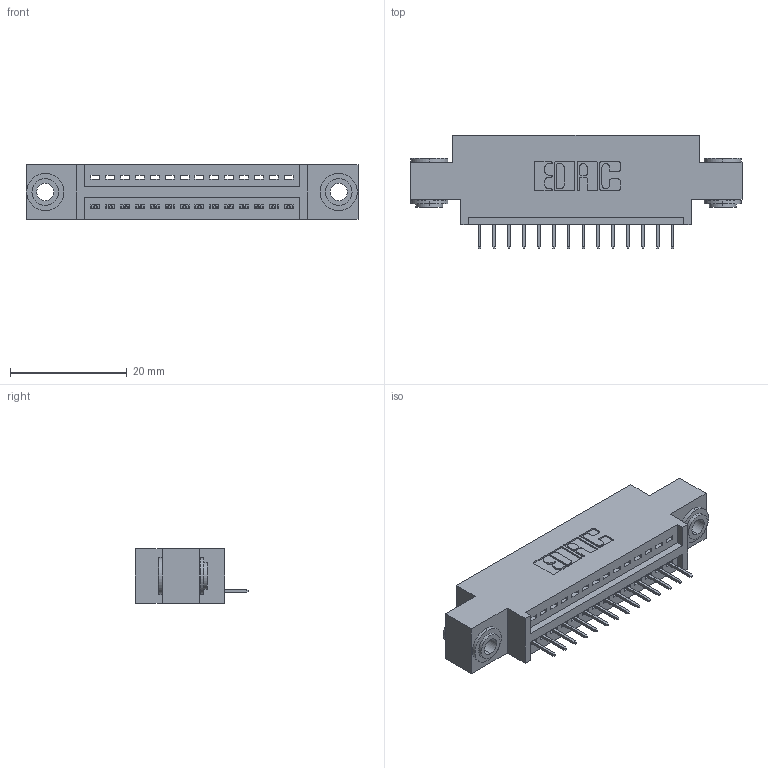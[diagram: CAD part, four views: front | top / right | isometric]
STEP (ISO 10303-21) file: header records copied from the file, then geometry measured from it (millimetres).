
FILE_DESCRIPTION (( 'STEP AP203' ), '1' );
FILE_NAME ('395-014-524-603.STEP', '2019-10-16T04:29:00', ( '' ), ( '' ), 'SwSTEP 2.0', 'SolidWorks 2016', '' );
FILE_SCHEMA (( 'CONFIG_CONTROL_DESIGN' ));
Length unit declared in the file: inch
Products named in the file (4): 345-250-002_345-250-002-102; 345-292-001_345-293-124; 345 Part_0.170 Offset - 0.156 Dia-TH; 395-014-524-603
Assembly tree (17 placements, depth 2):
  395-014-524-603
    345 Part_0.170 Offset - 0.156 Dia-TH
    345-292-001_345-293-124  x14
    345-250-002_345-250-002-102  x2
Bounding box: 56.77 x 19.35 x 9.4 mm (x, y, z)
Volume: 5013.3 mm3; surface area: 6445.9 mm2
Topology: 17 solids, 17 shells, 1036 faces, 2949 edges, 1906 vertices
Faces by surface type: plane 738, cylinder 290, cone 8
Entity records: 15162 total; most frequent: CARTESIAN_POINT 2605, ORIENTED_EDGE 2546, DIRECTION 2347, EDGE_CURVE 1273, VECTOR 1065, LINE 1065, VERTEX_POINT 842, AXIS2_PLACEMENT_3D 641
